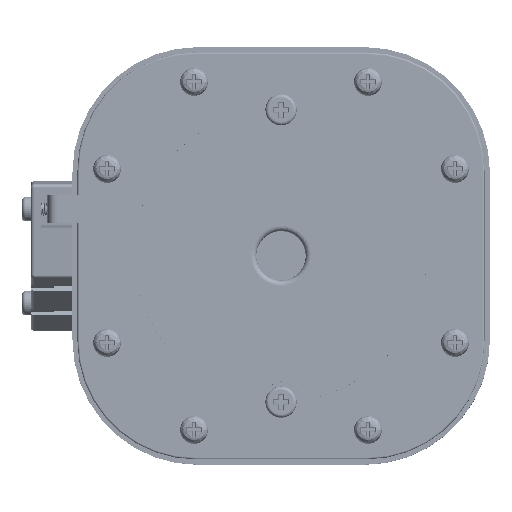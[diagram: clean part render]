
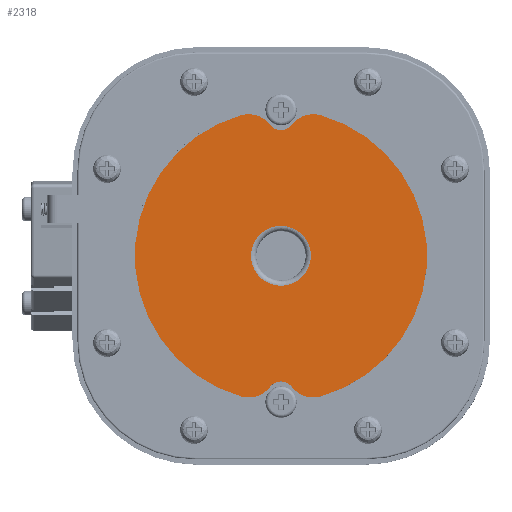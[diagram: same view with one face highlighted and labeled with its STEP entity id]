
A CAD part, top view. The second image highlights one B-rep face of the part: STEP entity #2318.
In plain terms, the highlighted planar face has unit normal (0, 0, 1).
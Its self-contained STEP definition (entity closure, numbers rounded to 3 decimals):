
#1431=FACE_BOUND('',#4920,.T.);
#1432=FACE_BOUND('',#4921,.T.);
#2318=ADVANCED_FACE('',(#1431,#1432),#3056,.T.);
#3056=PLANE('',#18282);
#4920=EDGE_LOOP('',(#9306));
#4921=EDGE_LOOP('',(#9307,#9308,#9309,#9310,#9311,#9312,#9313,#9314));
#5660=CIRCLE('',#18256,42.);
#5661=CIRCLE('',#18258,7.8);
#5662=CIRCLE('',#18260,3.9);
#5663=CIRCLE('',#18262,7.8);
#5664=CIRCLE('',#18264,42.);
#5665=CIRCLE('',#18266,7.8);
#5666=CIRCLE('',#18268,3.9);
#5667=CIRCLE('',#18270,7.8);
#5672=CIRCLE('',#18280,8.6);
#9306=ORIENTED_EDGE('',*,*,#14058,.T.);
#9307=ORIENTED_EDGE('',*,*,#14042,.T.);
#9308=ORIENTED_EDGE('',*,*,#14027,.T.);
#9309=ORIENTED_EDGE('',*,*,#14030,.T.);
#9310=ORIENTED_EDGE('',*,*,#14032,.T.);
#9311=ORIENTED_EDGE('',*,*,#14034,.T.);
#9312=ORIENTED_EDGE('',*,*,#14036,.T.);
#9313=ORIENTED_EDGE('',*,*,#14038,.T.);
#9314=ORIENTED_EDGE('',*,*,#14040,.T.);
#11864=VERTEX_POINT('',#110103);
#11865=VERTEX_POINT('',#110104);
#11866=VERTEX_POINT('',#110109);
#11867=VERTEX_POINT('',#110113);
#11868=VERTEX_POINT('',#110117);
#11869=VERTEX_POINT('',#110121);
#11870=VERTEX_POINT('',#110125);
#11871=VERTEX_POINT('',#110129);
#11882=VERTEX_POINT('',#110591);
#14027=EDGE_CURVE('',#11864,#11865,#5660,.T.);
#14030=EDGE_CURVE('',#11865,#11866,#5661,.T.);
#14032=EDGE_CURVE('',#11866,#11867,#5662,.T.);
#14034=EDGE_CURVE('',#11867,#11868,#5663,.T.);
#14036=EDGE_CURVE('',#11868,#11869,#5664,.T.);
#14038=EDGE_CURVE('',#11869,#11870,#5665,.T.);
#14040=EDGE_CURVE('',#11870,#11871,#5666,.T.);
#14042=EDGE_CURVE('',#11871,#11864,#5667,.T.);
#14058=EDGE_CURVE('',#11882,#11882,#5672,.T.);
#18256=AXIS2_PLACEMENT_3D('',#110102,#21596,#21597);
#18258=AXIS2_PLACEMENT_3D('',#110108,#21602,#21603);
#18260=AXIS2_PLACEMENT_3D('',#110112,#21607,#21608);
#18262=AXIS2_PLACEMENT_3D('',#110116,#21612,#21613);
#18264=AXIS2_PLACEMENT_3D('',#110120,#21617,#21618);
#18266=AXIS2_PLACEMENT_3D('',#110124,#21622,#21623);
#18268=AXIS2_PLACEMENT_3D('',#110128,#21627,#21628);
#18270=AXIS2_PLACEMENT_3D('',#110132,#21632,#21633);
#18280=AXIS2_PLACEMENT_3D('',#110590,#21654,#21655);
#18282=AXIS2_PLACEMENT_3D('',#110593,#21658,#21659);
#21596=DIRECTION('',(0.,0.,1.));
#21597=DIRECTION('',(1.,0.,0.));
#21602=DIRECTION('',(0.,0.,1.));
#21603=DIRECTION('',(1.,0.,0.));
#21607=DIRECTION('',(0.,0.,-1.));
#21608=DIRECTION('',(1.,0.,0.));
#21612=DIRECTION('',(0.,0.,1.));
#21613=DIRECTION('',(1.,0.,0.));
#21617=DIRECTION('',(0.,0.,1.));
#21618=DIRECTION('',(1.,0.,0.));
#21622=DIRECTION('',(0.,0.,1.));
#21623=DIRECTION('',(1.,0.,0.));
#21627=DIRECTION('',(0.,0.,-1.));
#21628=DIRECTION('',(1.,0.,0.));
#21632=DIRECTION('',(0.,0.,1.));
#21633=DIRECTION('',(1.,0.,0.));
#21654=DIRECTION('',(0.,0.,-1.));
#21655=DIRECTION('',(1.,0.,0.));
#21658=DIRECTION('',(0.,0.,1.));
#21659=DIRECTION('',(1.,0.,0.));
#110102=CARTESIAN_POINT('',(58.423,58.5,64.));
#110103=CARTESIAN_POINT('',(46.994,98.915,64.));
#110104=CARTESIAN_POINT('',(46.994,18.085,64.));
#110108=CARTESIAN_POINT('',(49.117,25.591,64.));
#110109=CARTESIAN_POINT('',(55.321,20.864,64.));
#110112=CARTESIAN_POINT('',(58.423,18.5,64.));
#110113=CARTESIAN_POINT('',(61.525,20.864,64.));
#110116=CARTESIAN_POINT('',(67.73,25.591,64.));
#110117=CARTESIAN_POINT('',(69.852,18.085,64.));
#110120=CARTESIAN_POINT('',(58.423,58.5,64.));
#110121=CARTESIAN_POINT('',(69.852,98.915,64.));
#110124=CARTESIAN_POINT('',(67.73,91.409,64.));
#110125=CARTESIAN_POINT('',(61.525,96.136,64.));
#110128=CARTESIAN_POINT('',(58.423,98.5,64.));
#110129=CARTESIAN_POINT('',(55.321,96.136,64.));
#110132=CARTESIAN_POINT('',(49.117,91.409,64.));
#110590=CARTESIAN_POINT('',(58.423,58.5,64.));
#110591=CARTESIAN_POINT('',(67.023,58.5,64.));
#110593=CARTESIAN_POINT('',(58.423,58.5,64.));
